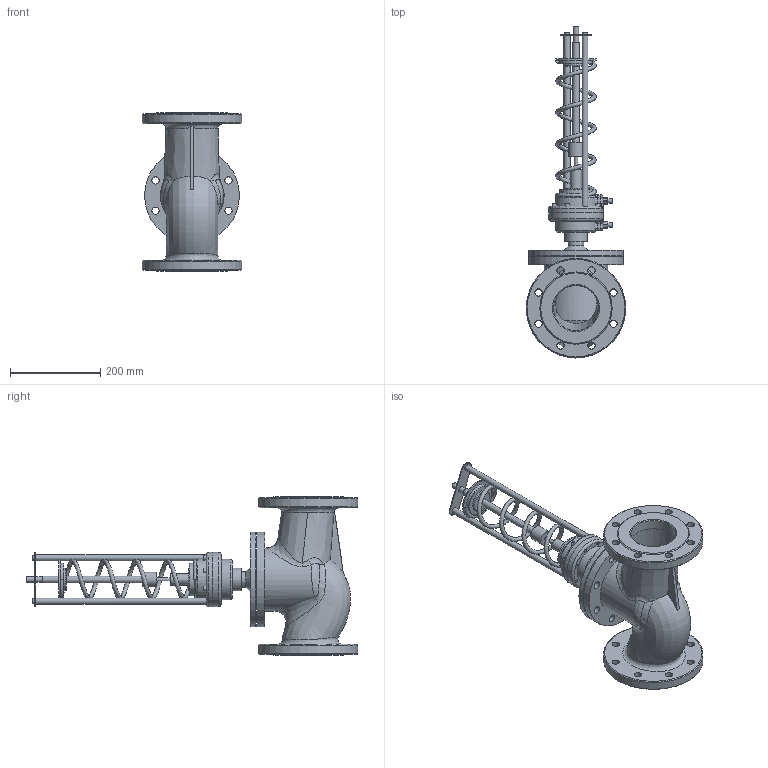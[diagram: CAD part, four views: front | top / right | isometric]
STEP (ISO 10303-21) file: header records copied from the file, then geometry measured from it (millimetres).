
FILE_DESCRIPTION(/* description */ (''),/* implementation_level */ '2;1');
FILE_NAME(/* name */ 'DN100_3D_STEP.stp',/* time_stamp */ '2025-12-17T23:35:44+03:00',/* author */ ('igorr'),/* organization */ (''),/* preprocessor_version */ 'ST-DEVELOPER v20',/* originating_system */ 'Autodesk Inventor 2025',/* authorisation */ '');
FILE_SCHEMA (('AUTOMOTIVE_DESIGN { 1 0 10303 214 3 1 1 }'));
Length unit declared in the file: millimetre
Products named in the file (4): Сборка; Деталь1; Деталь2; AS 1420 - 1973 - M6 x 10
Assembly tree (10 placements, depth 2):
  Сборка
    Деталь1
    Деталь2
    AS 1420 - 1973 - M6 x 10  x8
Bounding box: 220 x 735 x 350 mm (x, y, z)
Volume: 6317695.2 mm3; surface area: 733761 mm2
Topology: 10 solids, 12 shells, 466 faces, 1210 edges, 790 vertices
Faces by surface type: plane 197, cylinder 146, bspline 60, torus 33, cone 26, sphere 4
Full cylindrical faces by diameter (mm): 4.49 x2, 4.902 x1, 6 x8, 7 x17, 8 x2, 9.994 x2, 10 x8, 12 x2, 13.036 x1, 13.497 x1, 15 x2, 16 x32, 25 x1, 33 x1, 35 x1, 50 x3, 63.693 x1, 72 x1, 90 x1, 100 x2, 120 x2, 140 x1, 210 x2, 220 x2
Entity records: 20309 total; most frequent: CARTESIAN_POINT 10918, ORIENTED_EDGE 1902, DIRECTION 1770, EDGE_CURVE 951, AXIS2_PLACEMENT_3D 727, VERTEX_POINT 622, EDGE_LOOP 483, CIRCLE 378
